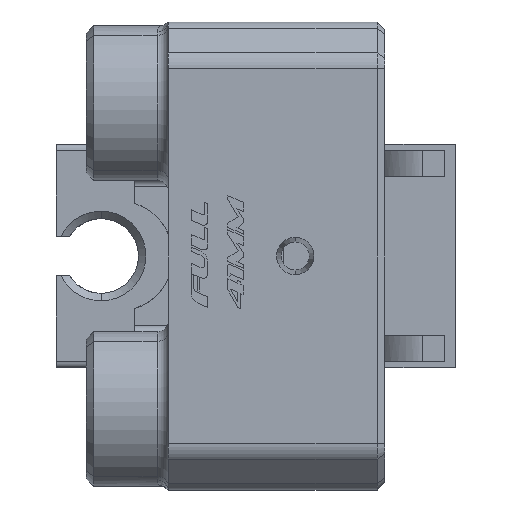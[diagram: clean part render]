
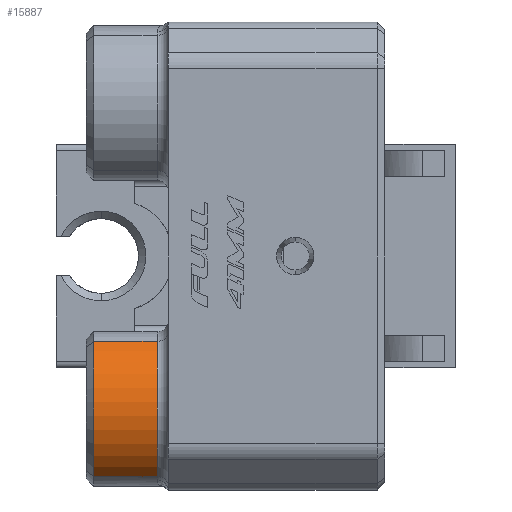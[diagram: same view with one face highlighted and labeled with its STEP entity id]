
A CAD part, left-side view. The second image highlights one B-rep face of the part: STEP entity #15887.
In plain terms, the highlighted cylindrical face has radius 11.109 mm (diameter 22.217 mm), a partial arc.
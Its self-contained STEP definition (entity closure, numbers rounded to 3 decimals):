
#435 = VECTOR ( 'NONE', #6753, 1000. ) ;
#1256 = CARTESIAN_POINT ( 'NONE',  ( -4.641, 38., -20.5 ) ) ;
#2865 = DIRECTION ( 'NONE',  ( 0., 1., 0. ) ) ;
#3228 = VERTEX_POINT ( 'NONE', #34131 ) ;
#4005 = CARTESIAN_POINT ( 'NONE',  ( -4.641, 28.5, -20.5 ) ) ;
#6753 = DIRECTION ( 'NONE',  ( 0., -1., 0. ) ) ;
#7153 = ORIENTED_EDGE ( 'NONE', *, *, #10566, .T. ) ;
#7603 = FACE_OUTER_BOUND ( 'NONE', #17873, .T. ) ;
#9025 = AXIS2_PLACEMENT_3D ( 'NONE', #1256, #34680, #13325 ) ;
#9416 = CARTESIAN_POINT ( 'NONE',  ( -4.641, 37., -20.5 ) ) ;
#9790 = DIRECTION ( 'NONE',  ( 0., -1., 0. ) ) ;
#10566 = EDGE_CURVE ( 'NONE', #36460, #22724, #12112, .T. ) ;
#11349 = EDGE_CURVE ( 'NONE', #22724, #20940, #21601, .T. ) ;
#12112 = LINE ( 'NONE', #15066, #435 ) ;
#12930 = CARTESIAN_POINT ( 'NONE',  ( -11.073, 28.5, -11.443 ) ) ;
#13325 = DIRECTION ( 'NONE',  ( 0., 0., -1. ) ) ;
#15066 = CARTESIAN_POINT ( 'NONE',  ( -11.073, 38., -29.557 ) ) ;
#15129 = LINE ( 'NONE', #36091, #31724 ) ;
#15887 = ADVANCED_FACE ( 'NONE', ( #7603 ), #31515, .T. ) ;
#16683 = ORIENTED_EDGE ( 'NONE', *, *, #28144, .T. ) ;
#17463 = EDGE_CURVE ( 'NONE', #20940, #3228, #15129, .T. ) ;
#17473 = ORIENTED_EDGE ( 'NONE', *, *, #17463, .T. ) ;
#17873 = EDGE_LOOP ( 'NONE', ( #17473, #16683, #7153, #27783 ) ) ;
#20940 = VERTEX_POINT ( 'NONE', #12930 ) ;
#21463 = DIRECTION ( 'NONE',  ( 0., 0., 1. ) ) ;
#21601 = CIRCLE ( 'NONE', #34840, 11.109 ) ;
#22724 = VERTEX_POINT ( 'NONE', #31824 ) ;
#27360 = DIRECTION ( 'NONE',  ( 0., 0., 1. ) ) ;
#27783 = ORIENTED_EDGE ( 'NONE', *, *, #11349, .T. ) ;
#28144 = EDGE_CURVE ( 'NONE', #3228, #36460, #29551, .T. ) ;
#29551 = CIRCLE ( 'NONE', #30159, 11.109 ) ;
#30159 = AXIS2_PLACEMENT_3D ( 'NONE', #9416, #9790, #21463 ) ;
#31515 = CYLINDRICAL_SURFACE ( 'NONE', #9025, 11.109 ) ;
#31724 = VECTOR ( 'NONE', #2865, 1000. ) ;
#31824 = CARTESIAN_POINT ( 'NONE',  ( -11.073, 28.5, -29.557 ) ) ;
#33856 = DIRECTION ( 'NONE',  ( 0., 1., 0. ) ) ;
#34131 = CARTESIAN_POINT ( 'NONE',  ( -11.073, 37., -11.443 ) ) ;
#34329 = CARTESIAN_POINT ( 'NONE',  ( -11.073, 37., -29.557 ) ) ;
#34680 = DIRECTION ( 'NONE',  ( 0., -1., 0. ) ) ;
#34840 = AXIS2_PLACEMENT_3D ( 'NONE', #4005, #33856, #27360 ) ;
#36091 = CARTESIAN_POINT ( 'NONE',  ( -11.073, 38., -11.443 ) ) ;
#36460 = VERTEX_POINT ( 'NONE', #34329 ) ;
